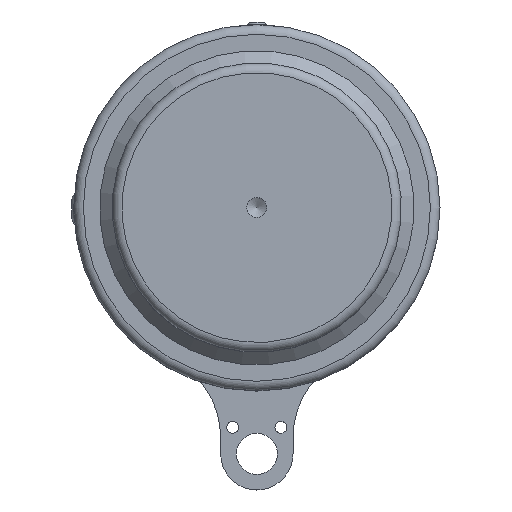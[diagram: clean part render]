
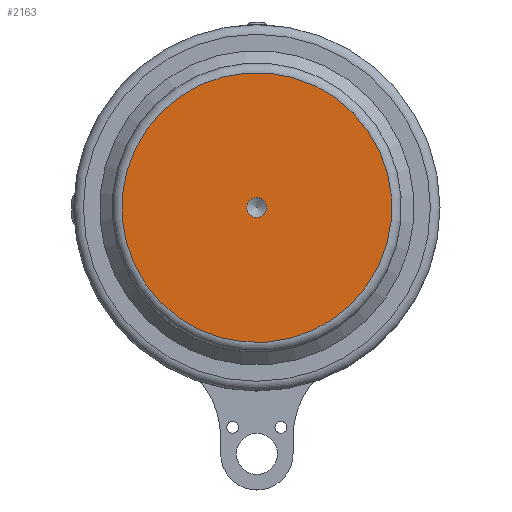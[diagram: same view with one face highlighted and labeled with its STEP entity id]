
A CAD part, top view. The second image highlights one B-rep face of the part: STEP entity #2163.
In plain terms, the highlighted planar face has unit normal (0, 0, 1).
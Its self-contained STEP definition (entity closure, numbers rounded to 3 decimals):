
#67=FACE_BOUND('',#304,.T.);
#101=PLANE('',#2321);
#185=FACE_OUTER_BOUND('',#303,.T.);
#303=EDGE_LOOP('',(#1401,#1402));
#304=EDGE_LOOP('',(#1403,#1404));
#462=CIRCLE('',#2311,2.067);
#463=CIRCLE('',#2312,2.067);
#467=CIRCLE('',#2318,28.);
#468=CIRCLE('',#2319,28.);
#836=VERTEX_POINT('',#3270);
#837=VERTEX_POINT('',#3271);
#841=VERTEX_POINT('',#3284);
#842=VERTEX_POINT('',#3285);
#1061=EDGE_CURVE('',#836,#837,#462,.T.);
#1062=EDGE_CURVE('',#837,#836,#463,.T.);
#1068=EDGE_CURVE('',#841,#842,#467,.T.);
#1069=EDGE_CURVE('',#842,#841,#468,.T.);
#1401=ORIENTED_EDGE('',*,*,#1068,.T.);
#1402=ORIENTED_EDGE('',*,*,#1069,.T.);
#1403=ORIENTED_EDGE('',*,*,#1061,.T.);
#1404=ORIENTED_EDGE('',*,*,#1062,.T.);
#2163=ADVANCED_FACE('',(#185,#67),#101,.T.);
#2311=AXIS2_PLACEMENT_3D('',#3272,#2611,#2612);
#2312=AXIS2_PLACEMENT_3D('',#3273,#2613,#2614);
#2318=AXIS2_PLACEMENT_3D('',#3286,#2627,#2628);
#2319=AXIS2_PLACEMENT_3D('',#3287,#2629,#2630);
#2321=AXIS2_PLACEMENT_3D('',#3289,#2633,#2634);
#2611=DIRECTION('center_axis',(0.,0.,-1.));
#2612=DIRECTION('ref_axis',(-0.964,0.267,0.));
#2613=DIRECTION('center_axis',(0.,0.,-1.));
#2614=DIRECTION('ref_axis',(-0.964,0.267,0.));
#2627=DIRECTION('center_axis',(0.,0.,1.));
#2628=DIRECTION('ref_axis',(0.964,-0.267,0.));
#2629=DIRECTION('center_axis',(0.,0.,1.));
#2630=DIRECTION('ref_axis',(0.964,-0.267,0.));
#2633=DIRECTION('center_axis',(0.,0.,1.));
#2634=DIRECTION('ref_axis',(-0.964,0.267,0.));
#3270=CARTESIAN_POINT('',(-1.992,0.552,39.66));
#3271=CARTESIAN_POINT('',(1.992,-0.552,39.66));
#3272=CARTESIAN_POINT('Origin',(0.,0.,39.66));
#3273=CARTESIAN_POINT('Origin',(0.,0.,39.66));
#3284=CARTESIAN_POINT('',(-7.482,-26.982,39.66));
#3285=CARTESIAN_POINT('',(26.982,-7.482,39.66));
#3286=CARTESIAN_POINT('Origin',(0.,0.,39.66));
#3287=CARTESIAN_POINT('Origin',(0.,0.,39.66));
#3289=CARTESIAN_POINT('Origin',(0.,0.,
39.66));
